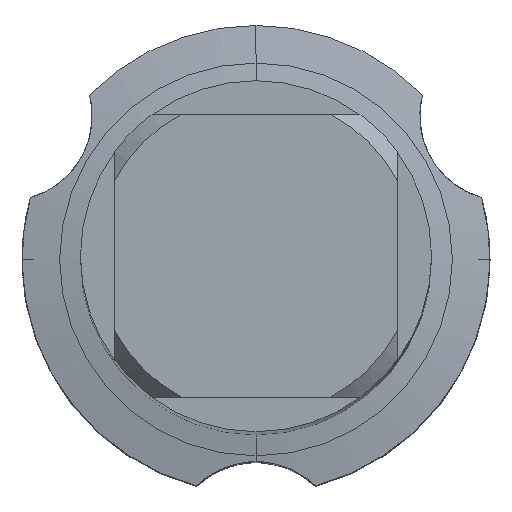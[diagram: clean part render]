
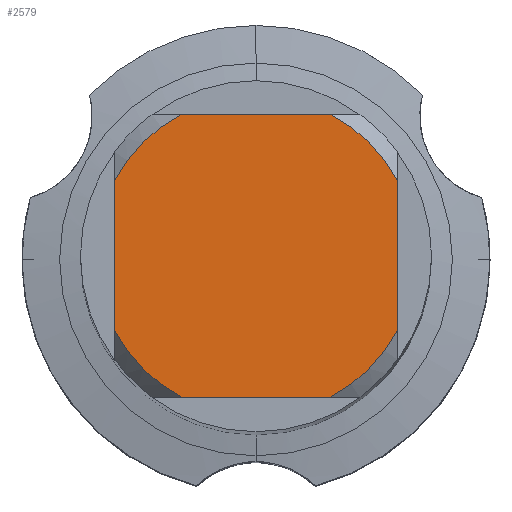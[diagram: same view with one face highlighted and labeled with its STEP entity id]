
A CAD part, top view. The second image highlights one B-rep face of the part: STEP entity #2579.
In plain terms, the highlighted planar face has unit normal (0, 0, 1).
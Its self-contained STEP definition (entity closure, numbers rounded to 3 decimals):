
#2579=ADVANCED_FACE('',(#7235),#7236,.T.);
#2765=VERTEX_POINT('',#7438);
#3071=EDGE_CURVE('',#5273,#4361,#7770,.T.);
#3725=VERTEX_POINT('',#8489);
#3919=EDGE_CURVE('',#4689,#2765,#8696,.T.);
#4091=EDGE_CURVE('',#5273,#5657,#8882,.T.);
#4187=VERTEX_POINT('',#8990);
#4361=VERTEX_POINT('',#9172);
#4437=EDGE_CURVE('',#4187,#4361,#9258,.T.);
#4689=VERTEX_POINT('',#9529);
#5273=VERTEX_POINT('',#10169);
#5657=VERTEX_POINT('',#10583);
#6389=EDGE_CURVE('',#6855,#2765,#11387,.T.);
#6519=EDGE_CURVE('',#6855,#5657,#11529,.T.);
#6653=EDGE_CURVE('',#4187,#3725,#11674,.T.);
#6833=EDGE_CURVE('',#4689,#3725,#11869,.T.);
#6855=VERTEX_POINT('',#11895);
#7235=FACE_OUTER_BOUND('',#12461,.T.);
#7236=PLANE('',#12462);
#7438=CARTESIAN_POINT('',(-3.831,7.25,0.0));
#7770=LINE('',#13384,#13385);
#8489=CARTESIAN_POINT('',(7.25,3.831,0.0));
#8696=LINE('',#14962,#14963);
#8882=CIRCLE('',#15313,8.2);
#8990=CARTESIAN_POINT('',(7.25,-3.831,0.0));
#9172=CARTESIAN_POINT('',(3.831,-7.25,0.0));
#9258=CIRCLE('',#16020,8.2);
#9529=CARTESIAN_POINT('',(3.831,7.25,0.0));
#10169=CARTESIAN_POINT('',(-3.831,-7.25,0.0));
#10583=CARTESIAN_POINT('',(-7.25,-3.831,0.0));
#11387=CIRCLE('',#19970,8.2);
#11529=LINE('',#20218,#20219);
#11674=LINE('',#20507,#20508);
#11869=CIRCLE('',#20861,8.2);
#11895=CARTESIAN_POINT('',(-7.25,3.831,0.0));
#12461=EDGE_LOOP('',(#21382,#21383,#21384,#21385,#21386,#21387,#21388,#21389));
#12462=AXIS2_PLACEMENT_3D('',#21390,#21391,#21392);
#13384=CARTESIAN_POINT('',(0.0,-7.25,0.0));
#13385=VECTOR('',#21921,1.0);
#14962=CARTESIAN_POINT('',(0.0,7.25,0.0));
#14963=VECTOR('',#22894,1.0);
#15313=AXIS2_PLACEMENT_3D('',#23089,#23090,#23091);
#16020=AXIS2_PLACEMENT_3D('',#23468,#23469,#23470);
#19970=AXIS2_PLACEMENT_3D('',#26208,#26209,#26210);
#20218=CARTESIAN_POINT('',(-7.25,2.05,0.0));
#20219=VECTOR('',#26389,1.0);
#20507=CARTESIAN_POINT('',(7.25,2.05,0.0));
#20508=VECTOR('',#26522,1.0);
#20861=AXIS2_PLACEMENT_3D('',#26717,#26718,#26719);
#21382=ORIENTED_EDGE('',*,*,#6519,.T.);
#21383=ORIENTED_EDGE('',*,*,#4091,.F.);
#21384=ORIENTED_EDGE('',*,*,#3071,.T.);
#21385=ORIENTED_EDGE('',*,*,#4437,.F.);
#21386=ORIENTED_EDGE('',*,*,#6653,.T.);
#21387=ORIENTED_EDGE('',*,*,#6833,.F.);
#21388=ORIENTED_EDGE('',*,*,#3919,.T.);
#21389=ORIENTED_EDGE('',*,*,#6389,.F.);
#21390=CARTESIAN_POINT('',(0.0,4.1,0.0));
#21391=DIRECTION('',(-0.0,0.0,1.0));
#21392=DIRECTION('',(0.0,-1.0,0.0));
#21921=DIRECTION('',(1.0,0.0,0.0));
#22894=DIRECTION('',(-1.0,0.0,0.0));
#23089=CARTESIAN_POINT('',(0.0,0.0,0.0));
#23090=DIRECTION('',(0.0,0.0,-1.0));
#23091=DIRECTION('',(0.0,1.0,0.0));
#23468=CARTESIAN_POINT('',(0.0,0.0,0.0));
#23469=DIRECTION('',(0.0,0.0,-1.0));
#23470=DIRECTION('',(0.0,1.0,0.0));
#26208=CARTESIAN_POINT('',(0.0,0.0,0.0));
#26209=DIRECTION('',(0.0,0.0,-1.0));
#26210=DIRECTION('',(0.0,1.0,0.0));
#26389=DIRECTION('',(-0.0,-1.0,0.0));
#26522=DIRECTION('',(-0.0,1.0,0.0));
#26717=CARTESIAN_POINT('',(0.0,0.0,0.0));
#26718=DIRECTION('',(0.0,0.0,-1.0));
#26719=DIRECTION('',(0.0,1.0,0.0));
